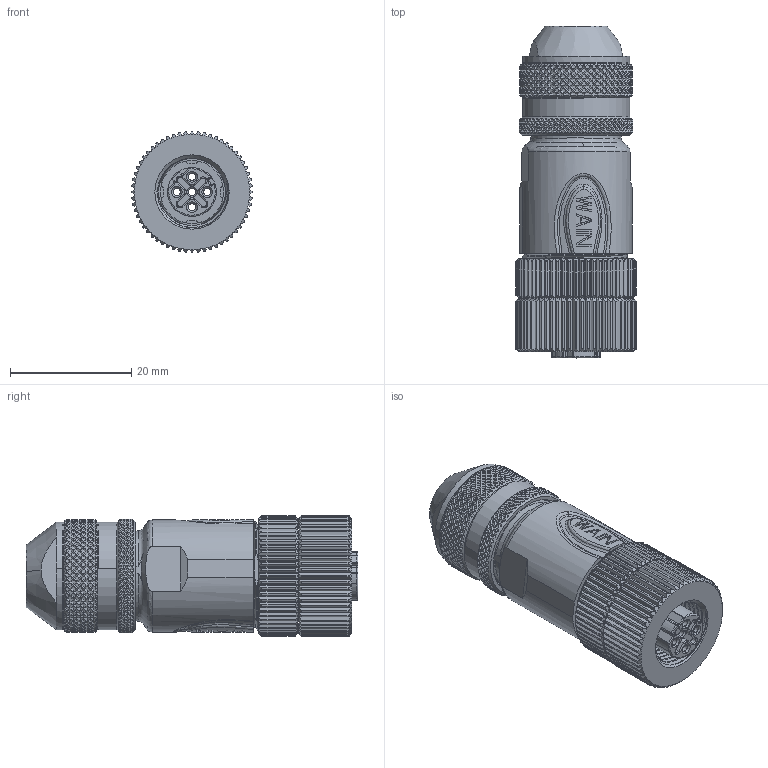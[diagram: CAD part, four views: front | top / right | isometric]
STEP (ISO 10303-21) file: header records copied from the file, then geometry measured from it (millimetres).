
FILE_DESCRIPTION((''),'2;1');
FILE_NAME('M12-F04D-T-D4-6_SW0001','2019-02-22T',('tc.chen'),(''),'PRO/ENGINEER BY PARAMETRIC TECHNOLOGY CORPORATION, 2012480','PRO/ENGINEER BY PARAMETRIC TECHNOLOGY CORPORATION, 2012480','');
FILE_SCHEMA(('AUTOMOTIVE_DESIGN { 1 0 10303 214 1 1 1 1 }'));
Products named in the file (1): M12-F04D-T-D4-6_SW0001
Bounding box: 20 x 54.75 x 20 mm (x, y, z)
Volume: 7729.7 mm3; surface area: 10863.8 mm2
Topology: 1 solids, 1 shells, 5933 faces, 13531 edges, 7611 vertices
Faces by surface type: bspline 3727, cylinder 1332, plane 474, cone 343, torus 50, sphere 6, extrusion 1
Entity records: 291232 total; most frequent: CARTESIAN_POINT 151037, ORIENTED_EDGE 27062, EDGE_CURVE 13531, B_SPLINE_CURVE_WITH_KNOTS 10921, DIRECTION 8238, VERTEX_POINT 7611, EDGE_LOOP 5978, FILL_AREA_STYLE_COLOUR 5936
